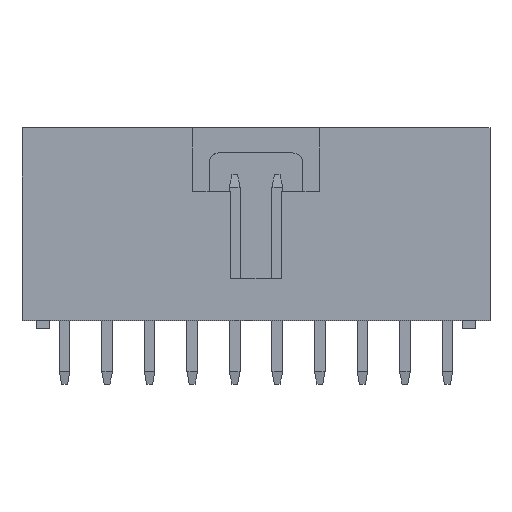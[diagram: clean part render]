
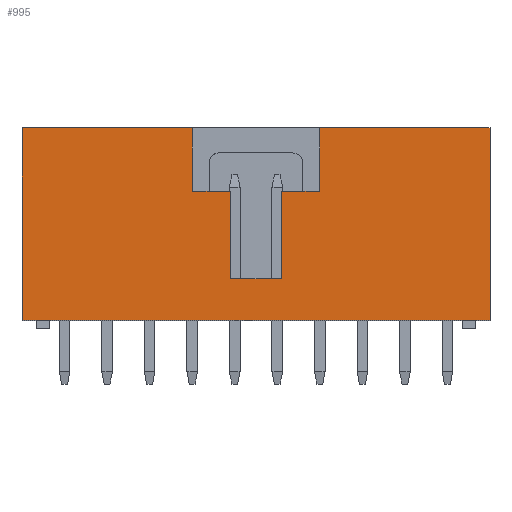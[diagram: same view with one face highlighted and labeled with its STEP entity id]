
A CAD part, top view. The second image highlights one B-rep face of the part: STEP entity #995.
In plain terms, the highlighted planar face has unit normal (0, 0, 1).
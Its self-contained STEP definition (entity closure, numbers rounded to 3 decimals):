
#37=CARTESIAN_POINT('',(13.97,0.,2.55));
#38=VERTEX_POINT('',#37);
#48=CARTESIAN_POINT('',(-13.97,0.,2.55));
#49=VERTEX_POINT('',#48);
#50=CARTESIAN_POINT('',(13.97,0.,2.55));
#51=CARTESIAN_POINT('',(8.382,0.,2.55));
#52=CARTESIAN_POINT('',(2.794,0.,2.55));
#53=CARTESIAN_POINT('',(-2.794,0.,2.55));
#54=CARTESIAN_POINT('',(-8.382,0.,2.55));
#55=CARTESIAN_POINT('',(-13.97,0.,2.55));
#56=B_SPLINE_CURVE_WITH_KNOTS('',5,(#50,#51,#52,#53,#54,#55),.UNSPECIFIED.,.F.,.U.,(6,6),(0.,27.94),.UNSPECIFIED.);
#57=EDGE_CURVE('',#38,#49,#56,.T.);
#832=CARTESIAN_POINT('',(13.97,11.5,2.55));
#833=VERTEX_POINT('',#832);
#843=CARTESIAN_POINT('',(13.97,11.5,2.55));
#844=CARTESIAN_POINT('',(13.97,9.2,2.55));
#845=CARTESIAN_POINT('',(13.97,6.9,2.55));
#846=CARTESIAN_POINT('',(13.97,4.6,2.55));
#847=CARTESIAN_POINT('',(13.97,2.3,2.55));
#848=CARTESIAN_POINT('',(13.97,0.,2.55));
#849=B_SPLINE_CURVE_WITH_KNOTS('',5,(#843,#844,#845,#846,#847,#848),.UNSPECIFIED.,.F.,.U.,(6,6),(0.,11.5),.UNSPECIFIED.);
#850=EDGE_CURVE('',#833,#38,#849,.T.);
#856=CARTESIAN_POINT('',(0.,5.75,2.55));
#857=DIRECTION('',(1.,0.,0.));
#858=DIRECTION('',(0.,0.,1.));
#859=AXIS2_PLACEMENT_3D('',#856,#858,#857);
#860=PLANE('',#859);
#861=CARTESIAN_POINT('',(-1.5,2.5,2.55));
#862=VERTEX_POINT('',#861);
#863=CARTESIAN_POINT('',(-1.5,7.7,2.55));
#864=VERTEX_POINT('',#863);
#865=CARTESIAN_POINT('',(-1.5,2.5,2.55));
#866=CARTESIAN_POINT('',(-1.5,3.54,2.55));
#867=CARTESIAN_POINT('',(-1.5,4.58,2.55));
#868=CARTESIAN_POINT('',(-1.5,5.62,2.55));
#869=CARTESIAN_POINT('',(-1.5,6.66,2.55));
#870=CARTESIAN_POINT('',(-1.5,7.7,2.55));
#871=B_SPLINE_CURVE_WITH_KNOTS('',5,(#865,#866,#867,#868,#869,#870),.UNSPECIFIED.,.F.,.U.,(6,6),(0.,5.2),.UNSPECIFIED.);
#872=EDGE_CURVE('',#862,#864,#871,.T.);
#873=ORIENTED_EDGE('',*,*,#872,.T.);
#874=CARTESIAN_POINT('',(-2.8,7.7,2.55));
#875=VERTEX_POINT('',#874);
#876=CARTESIAN_POINT('',(-1.5,7.7,2.55));
#877=CARTESIAN_POINT('',(-1.76,7.7,2.55));
#878=CARTESIAN_POINT('',(-2.02,7.7,2.55));
#879=CARTESIAN_POINT('',(-2.28,7.7,2.55));
#880=CARTESIAN_POINT('',(-2.54,7.7,2.55));
#881=CARTESIAN_POINT('',(-2.8,7.7,2.55));
#882=B_SPLINE_CURVE_WITH_KNOTS('',5,(#876,#877,#878,#879,#880,#881),.UNSPECIFIED.,.F.,.U.,(6,6),(0.,1.3),.UNSPECIFIED.);
#883=EDGE_CURVE('',#864,#875,#882,.T.);
#884=ORIENTED_EDGE('',*,*,#883,.T.);
#885=CARTESIAN_POINT('',(-3.8,7.7,2.55));
#886=VERTEX_POINT('',#885);
#887=CARTESIAN_POINT('',(-2.8,7.7,2.55));
#888=CARTESIAN_POINT('',(-3.,7.7,2.55));
#889=CARTESIAN_POINT('',(-3.2,7.7,2.55));
#890=CARTESIAN_POINT('',(-3.4,7.7,2.55));
#891=CARTESIAN_POINT('',(-3.6,7.7,2.55));
#892=CARTESIAN_POINT('',(-3.8,7.7,2.55));
#893=B_SPLINE_CURVE_WITH_KNOTS('',5,(#887,#888,#889,#890,#891,#892),.UNSPECIFIED.,.F.,.U.,(6,6),(0.,1.),.UNSPECIFIED.);
#894=EDGE_CURVE('',#875,#886,#893,.T.);
#895=ORIENTED_EDGE('',*,*,#894,.T.);
#896=CARTESIAN_POINT('',(-3.8,11.5,2.55));
#897=VERTEX_POINT('',#896);
#898=CARTESIAN_POINT('',(-3.8,7.7,2.55));
#899=CARTESIAN_POINT('',(-3.8,8.46,2.55));
#900=CARTESIAN_POINT('',(-3.8,9.22,2.55));
#901=CARTESIAN_POINT('',(-3.8,9.98,2.55));
#902=CARTESIAN_POINT('',(-3.8,10.74,2.55));
#903=CARTESIAN_POINT('',(-3.8,11.5,2.55));
#904=B_SPLINE_CURVE_WITH_KNOTS('',5,(#898,#899,#900,#901,#902,#903),.UNSPECIFIED.,.F.,.U.,(6,6),(0.,3.8),.UNSPECIFIED.);
#905=EDGE_CURVE('',#886,#897,#904,.T.);
#906=ORIENTED_EDGE('',*,*,#905,.T.);
#907=CARTESIAN_POINT('',(-13.97,11.5,2.55));
#908=VERTEX_POINT('',#907);
#909=CARTESIAN_POINT('',(-3.8,11.5,2.55));
#910=CARTESIAN_POINT('',(-5.834,11.5,2.55));
#911=CARTESIAN_POINT('',(-7.868,11.5,2.55));
#912=CARTESIAN_POINT('',(-9.902,11.5,2.55));
#913=CARTESIAN_POINT('',(-11.936,11.5,2.55));
#914=CARTESIAN_POINT('',(-13.97,11.5,2.55));
#915=B_SPLINE_CURVE_WITH_KNOTS('',5,(#909,#910,#911,#912,#913,#914),.UNSPECIFIED.,.F.,.U.,(6,6),(0.,10.17),.UNSPECIFIED.);
#916=EDGE_CURVE('',#897,#908,#915,.T.);
#917=ORIENTED_EDGE('',*,*,#916,.T.);
#918=CARTESIAN_POINT('',(-13.97,11.5,2.55));
#919=CARTESIAN_POINT('',(-13.97,9.2,2.55));
#920=CARTESIAN_POINT('',(-13.97,6.9,2.55));
#921=CARTESIAN_POINT('',(-13.97,4.6,2.55));
#922=CARTESIAN_POINT('',(-13.97,2.3,2.55));
#923=CARTESIAN_POINT('',(-13.97,0.,2.55));
#924=B_SPLINE_CURVE_WITH_KNOTS('',5,(#918,#919,#920,#921,#922,#923),.UNSPECIFIED.,.F.,.U.,(6,6),(0.,11.5),.UNSPECIFIED.);
#925=EDGE_CURVE('',#908,#49,#924,.T.);
#926=ORIENTED_EDGE('',*,*,#925,.T.);
#927=ORIENTED_EDGE('',*,*,#57,.F.);
#928=ORIENTED_EDGE('',*,*,#850,.F.);
#929=CARTESIAN_POINT('',(3.8,11.5,2.55));
#930=VERTEX_POINT('',#929);
#931=CARTESIAN_POINT('',(13.97,11.5,2.55));
#932=CARTESIAN_POINT('',(11.936,11.5,2.55));
#933=CARTESIAN_POINT('',(9.902,11.5,2.55));
#934=CARTESIAN_POINT('',(7.868,11.5,2.55));
#935=CARTESIAN_POINT('',(5.834,11.5,2.55));
#936=CARTESIAN_POINT('',(3.8,11.5,2.55));
#937=B_SPLINE_CURVE_WITH_KNOTS('',5,(#931,#932,#933,#934,#935,#936),.UNSPECIFIED.,.F.,.U.,(6,6),(0.,10.17),.UNSPECIFIED.);
#938=EDGE_CURVE('',#833,#930,#937,.T.);
#939=ORIENTED_EDGE('',*,*,#938,.T.);
#940=CARTESIAN_POINT('',(3.8,7.7,2.55));
#941=VERTEX_POINT('',#940);
#942=CARTESIAN_POINT('',(3.8,11.5,2.55));
#943=CARTESIAN_POINT('',(3.8,10.74,2.55));
#944=CARTESIAN_POINT('',(3.8,9.98,2.55));
#945=CARTESIAN_POINT('',(3.8,9.22,2.55));
#946=CARTESIAN_POINT('',(3.8,8.46,2.55));
#947=CARTESIAN_POINT('',(3.8,7.7,2.55));
#948=B_SPLINE_CURVE_WITH_KNOTS('',5,(#942,#943,#944,#945,#946,#947),.UNSPECIFIED.,.F.,.U.,(6,6),(0.,3.8),.UNSPECIFIED.);
#949=EDGE_CURVE('',#930,#941,#948,.T.);
#950=ORIENTED_EDGE('',*,*,#949,.T.);
#951=CARTESIAN_POINT('',(2.8,7.7,2.55));
#952=VERTEX_POINT('',#951);
#953=CARTESIAN_POINT('',(3.8,7.7,2.55));
#954=CARTESIAN_POINT('',(3.6,7.7,2.55));
#955=CARTESIAN_POINT('',(3.4,7.7,2.55));
#956=CARTESIAN_POINT('',(3.2,7.7,2.55));
#957=CARTESIAN_POINT('',(3.,7.7,2.55));
#958=CARTESIAN_POINT('',(2.8,7.7,2.55));
#959=B_SPLINE_CURVE_WITH_KNOTS('',5,(#953,#954,#955,#956,#957,#958),.UNSPECIFIED.,.F.,.U.,(6,6),(0.,1.),.UNSPECIFIED.);
#960=EDGE_CURVE('',#941,#952,#959,.T.);
#961=ORIENTED_EDGE('',*,*,#960,.T.);
#962=CARTESIAN_POINT('',(1.5,7.7,2.55));
#963=VERTEX_POINT('',#962);
#964=CARTESIAN_POINT('',(2.8,7.7,2.55));
#965=CARTESIAN_POINT('',(2.54,7.7,2.55));
#966=CARTESIAN_POINT('',(2.28,7.7,2.55));
#967=CARTESIAN_POINT('',(2.02,7.7,2.55));
#968=CARTESIAN_POINT('',(1.76,7.7,2.55));
#969=CARTESIAN_POINT('',(1.5,7.7,2.55));
#970=B_SPLINE_CURVE_WITH_KNOTS('',5,(#964,#965,#966,#967,#968,#969),.UNSPECIFIED.,.F.,.U.,(6,6),(0.,1.3),.UNSPECIFIED.);
#971=EDGE_CURVE('',#952,#963,#970,.T.);
#972=ORIENTED_EDGE('',*,*,#971,.T.);
#973=CARTESIAN_POINT('',(1.5,2.5,2.55));
#974=VERTEX_POINT('',#973);
#975=CARTESIAN_POINT('',(1.5,7.7,2.55));
#976=CARTESIAN_POINT('',(1.5,6.66,2.55));
#977=CARTESIAN_POINT('',(1.5,5.62,2.55));
#978=CARTESIAN_POINT('',(1.5,4.58,2.55));
#979=CARTESIAN_POINT('',(1.5,3.54,2.55));
#980=CARTESIAN_POINT('',(1.5,2.5,2.55));
#981=B_SPLINE_CURVE_WITH_KNOTS('',5,(#975,#976,#977,#978,#979,#980),.UNSPECIFIED.,.F.,.U.,(6,6),(0.,5.2),.UNSPECIFIED.);
#982=EDGE_CURVE('',#963,#974,#981,.T.);
#983=ORIENTED_EDGE('',*,*,#982,.T.);
#984=CARTESIAN_POINT('',(1.5,2.5,2.55));
#985=CARTESIAN_POINT('',(0.9,2.5,2.55));
#986=CARTESIAN_POINT('',(0.3,2.5,2.55));
#987=CARTESIAN_POINT('',(-0.3,2.5,2.55));
#988=CARTESIAN_POINT('',(-0.9,2.5,2.55));
#989=CARTESIAN_POINT('',(-1.5,2.5,2.55));
#990=B_SPLINE_CURVE_WITH_KNOTS('',5,(#984,#985,#986,#987,#988,#989),.UNSPECIFIED.,.F.,.U.,(6,6),(0.,3.),.UNSPECIFIED.);
#991=EDGE_CURVE('',#974,#862,#990,.T.);
#992=ORIENTED_EDGE('',*,*,#991,.T.);
#993=EDGE_LOOP('',(#873,#884,#895,#906,#917,#926,#927,#928,#939,#950,#961,#972,#983,#992));
#994=FACE_OUTER_BOUND('',#993,.T.);
#995=ADVANCED_FACE('',(#994),#860,.T.);
